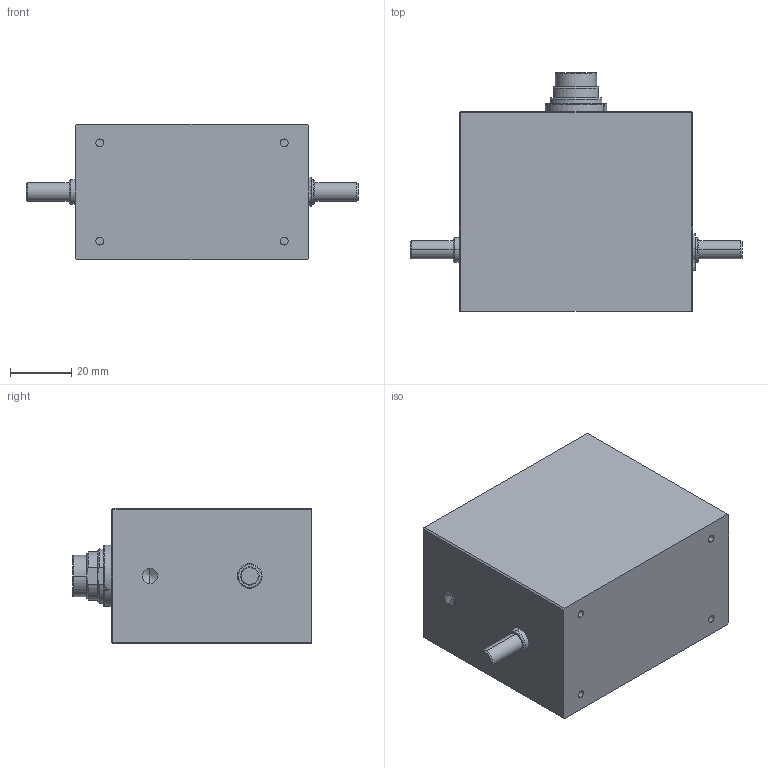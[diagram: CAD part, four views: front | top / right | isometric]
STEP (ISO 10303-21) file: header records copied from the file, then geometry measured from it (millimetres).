
FILE_DESCRIPTION (( 'STEP AP203' ), '1' );
FILE_NAME ('DRDL-I.STEP', '2010-10-20T06:40:51', ( 'ETH' ), ( '' ), 'SwSTEP 2.0', 'SolidWorks 2011', '' );
FILE_SCHEMA (( 'CONFIG_CONTROL_DESIGN' ));
Length unit declared in the file: millimetre
Products named in the file (1): DRDL-I
Bounding box: 108 x 77.6 x 44 mm (x, y, z)
Volume: 219383.1 mm3; surface area: 31560.8 mm2
Topology: 8 solids, 8 shells, 466 faces, 990 edges, 578 vertices
Faces by surface type: plane 266, cone 74, cylinder 69, torus 37, sphere 16, bspline 4
Entity records: 12542 total; most frequent: DIRECTION 2320, CARTESIAN_POINT 2238, ORIENTED_EDGE 1976, EDGE_CURVE 988, AXIS2_PLACEMENT_3D 899, VERTEX_POINT 578, VECTOR 522, LINE 522
